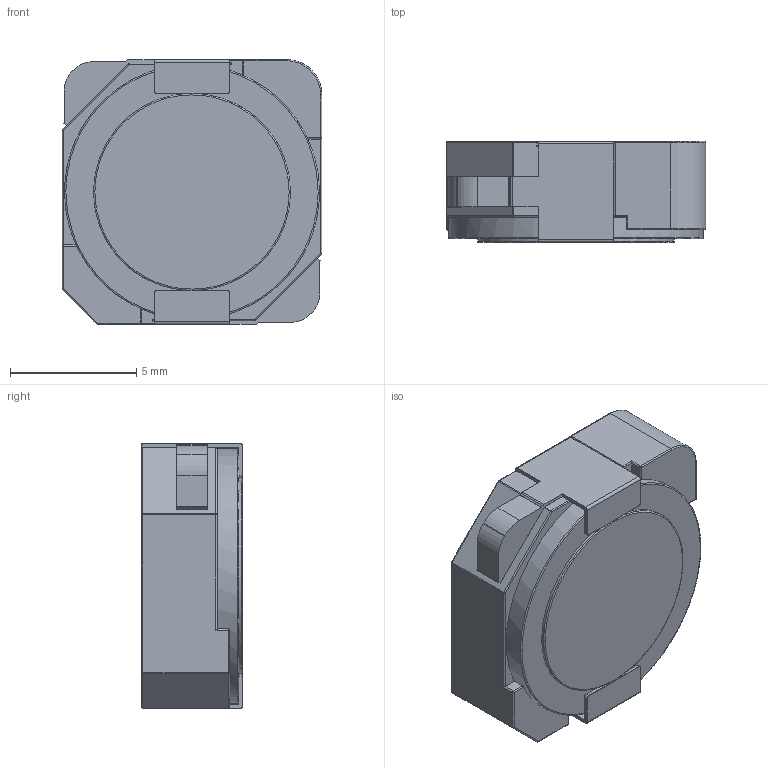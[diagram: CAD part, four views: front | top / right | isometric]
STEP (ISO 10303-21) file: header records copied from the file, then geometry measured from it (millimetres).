
FILE_DESCRIPTION (( 'STEP AP214' ), '1' );
FILE_NAME ('User Library-cdrh104r.STEP', '2019-08-06T12:25:43', ( '' ), ( '' ), 'SwSTEP 2.0', 'SolidWorks 2019', '' );
FILE_SCHEMA (( 'AUTOMOTIVE_DESIGN' ));
Length unit declared in the file: millimetre
Products named in the file (4): User Library-cdrh104r_CDRH104R_KORPUS; User Library-cdrh104r_CDRH104R_NOGKA; User Library-cdrh104r_CDRH104R_NOGKA_1; User Library-cdrh104r
Assembly tree (3 placements, depth 2):
  User Library-cdrh104r
    User Library-cdrh104r_CDRH104R_KORPUS
    User Library-cdrh104r_CDRH104R_NOGKA
    User Library-cdrh104r_CDRH104R_NOGKA_1
Bounding box: 10.3 x 4 x 10.5 mm (x, y, z)
Volume: 370.2 mm3; surface area: 578.1 mm2
Topology: 3 solids, 3 shells, 252 faces, 608 edges, 364 vertices
Faces by surface type: cylinder 115, plane 81, bspline 56
Entity records: 8394 total; most frequent: CARTESIAN_POINT 2616, ORIENTED_EDGE 1216, DIRECTION 1162, EDGE_CURVE 608, AXIS2_PLACEMENT_3D 422, VERTEX_POINT 364, LINE 318, VECTOR 318
